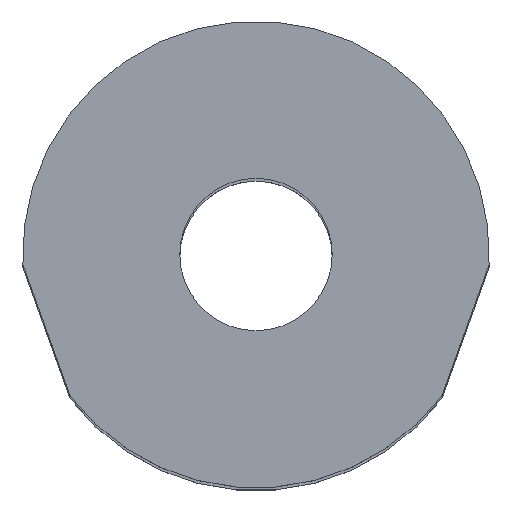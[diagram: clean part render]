
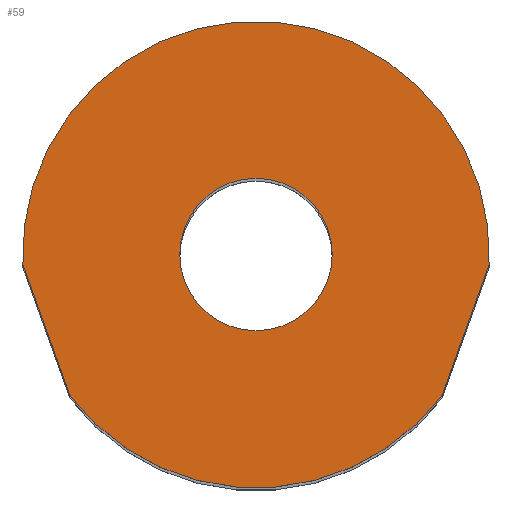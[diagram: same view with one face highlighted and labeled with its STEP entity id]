
A CAD part, top view. The second image highlights one B-rep face of the part: STEP entity #59.
In plain terms, the highlighted planar face has unit normal (0, 0, 1).
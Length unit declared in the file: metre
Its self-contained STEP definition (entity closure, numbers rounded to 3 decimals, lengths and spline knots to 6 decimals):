
#59 = ADVANCED_FACE( '', ( #119, #120 ), #121, .T. );
#119 = FACE_BOUND( '', #179, .T. );
#120 = FACE_OUTER_BOUND( '', #180, .T. );
#121 = PLANE( '', #181 );
#179 = EDGE_LOOP( '', ( #265 ) );
#180 = EDGE_LOOP( '', ( #266, #267, #268, #269 ) );
#181 = AXIS2_PLACEMENT_3D( '', #270, #271, #272 );
#265 = ORIENTED_EDGE( '', *, *, #326, .T. );
#266 = ORIENTED_EDGE( '', *, *, #344, .F. );
#267 = ORIENTED_EDGE( '', *, *, #345, .F. );
#268 = ORIENTED_EDGE( '', *, *, #320, .F. );
#269 = ORIENTED_EDGE( '', *, *, #324, .F. );
#270 = CARTESIAN_POINT( '', ( -0.413164, 1.120324, 0.57023 ) );
#271 = DIRECTION( '', ( 0., 0., 1. ) );
#272 = DIRECTION( '', ( -1., 0., 0. ) );
#320 = EDGE_CURVE( '', #366, #368, #369, .T. );
#324 = EDGE_CURVE( '', #372, #366, #374, .T. );
#326 = EDGE_CURVE( '', #376, #376, #377, .T. );
#344 = EDGE_CURVE( '', #404, #372, #405, .T. );
#345 = EDGE_CURVE( '', #368, #404, #406, .T. );
#366 = VERTEX_POINT( '', #430 );
#368 = VERTEX_POINT( '', #433 );
#369 = LINE( '', #434, #435 );
#372 = VERTEX_POINT( '', #439 );
#374 = CIRCLE( '', #442, 0.03889 );
#376 = VERTEX_POINT( '', #444 );
#377 = CIRCLE( '', #445, 0.0127 );
#404 = VERTEX_POINT( '', #479 );
#405 = LINE( '', #480, #481 );
#406 = CIRCLE( '', #482, 0.03889 );
#430 = CARTESIAN_POINT( '', ( -0.374313, 1.118591, 0.57023 ) );
#433 = CARTESIAN_POINT( '', ( -0.382111, 1.096912, 0.57023 ) );
#434 = CARTESIAN_POINT( '', ( -0.378212, 1.107751, 0.57023 ) );
#435 = VECTOR( '', #506, 1. );
#439 = CARTESIAN_POINT( '', ( -0.452016, 1.118591, 0.57023 ) );
#442 = AXIS2_PLACEMENT_3D( '', #509, #510, #511 );
#444 = CARTESIAN_POINT( '', ( -0.425864, 1.120324, 0.57023 ) );
#445 = AXIS2_PLACEMENT_3D( '', #512, #513, #514 );
#479 = CARTESIAN_POINT( '', ( -0.444217, 1.096912, 0.57023 ) );
#480 = CARTESIAN_POINT( '', ( -0.448117, 1.107751, 0.57023 ) );
#481 = VECTOR( '', #537, 1. );
#482 = AXIS2_PLACEMENT_3D( '', #538, #539, #540 );
#506 = DIRECTION( '', ( -0.338, -0.941, 0. ) );
#509 = CARTESIAN_POINT( '', ( -0.413164, 1.120324, 0.57023 ) );
#510 = DIRECTION( '', ( 0., 0., -1. ) );
#511 = DIRECTION( '', ( -1., 0., 0. ) );
#512 = CARTESIAN_POINT( '', ( -0.413164, 1.120324, 0.57023 ) );
#513 = DIRECTION( '', ( 0., 0., -1. ) );
#514 = DIRECTION( '', ( -1., 0., 0. ) );
#537 = DIRECTION( '', ( -0.338, 0.941, 0. ) );
#538 = CARTESIAN_POINT( '', ( -0.413164, 1.120324, 0.57023 ) );
#539 = DIRECTION( '', ( 0., 0., -1. ) );
#540 = DIRECTION( '', ( -1., 0., 0. ) );
